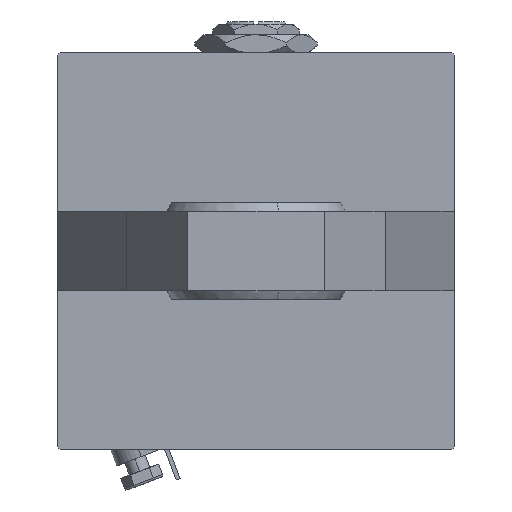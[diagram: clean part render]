
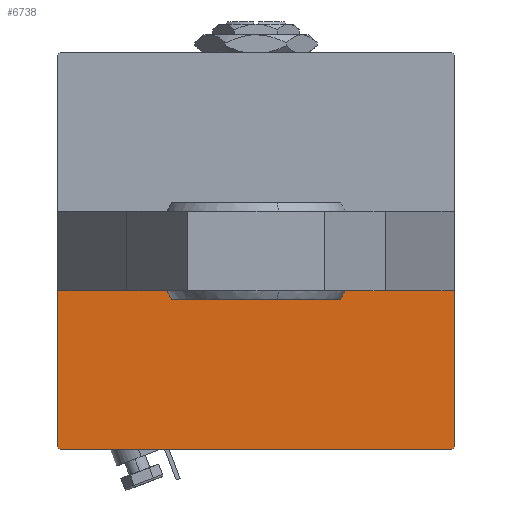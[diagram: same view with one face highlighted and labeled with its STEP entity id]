
A CAD part, left-side view. The second image highlights one B-rep face of the part: STEP entity #6738.
In plain terms, the highlighted planar face has unit normal (-1, 0, 0).
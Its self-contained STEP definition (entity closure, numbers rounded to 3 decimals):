
#436 = EDGE_CURVE ( 'NONE', #42409, #14536, #45068, .T. ) ;
#475 = VECTOR ( 'NONE', #42364, 1000. ) ;
#518 = CARTESIAN_POINT ( 'NONE',  ( 0., -45., -44.5 ) ) ;
#2031 = CARTESIAN_POINT ( 'NONE',  ( 0., -44.75, 44.75 ) ) ;
#4752 = CARTESIAN_POINT ( 'NONE',  ( 0., 0., 0. ) ) ;
#4931 = CARTESIAN_POINT ( 'NONE',  ( 0., 45., 45. ) ) ;
#5896 = CARTESIAN_POINT ( 'NONE',  ( 0., -9., 45. ) ) ;
#6442 = DIRECTION ( 'NONE',  ( 0., -0.707, 0.707 ) ) ;
#6738 = ADVANCED_FACE ( 'NONE', ( #25342 ), #8709, .T. ) ;
#8007 = CARTESIAN_POINT ( 'NONE',  ( 0., -44.5, -45. ) ) ;
#8709 = PLANE ( 'NONE',  #36224 ) ;
#9282 = CARTESIAN_POINT ( 'NONE',  ( 0., -45., 44.5 ) ) ;
#10059 = EDGE_CURVE ( 'NONE', #53831, #22144, #52285, .T. ) ;
#11365 = DIRECTION ( 'NONE',  ( 0., 0., -1. ) ) ;
#12610 = EDGE_CURVE ( 'NONE', #55098, #42409, #33901, .T. ) ;
#12798 = ORIENTED_EDGE ( 'NONE', *, *, #55595, .T. ) ;
#14536 = VERTEX_POINT ( 'NONE', #518 ) ;
#14794 = ORIENTED_EDGE ( 'NONE', *, *, #22644, .F. ) ;
#17728 = DIRECTION ( 'NONE',  ( -1., 0., 0. ) ) ;
#18039 = ORIENTED_EDGE ( 'NONE', *, *, #10059, .F. ) ;
#19633 = CARTESIAN_POINT ( 'NONE',  ( 0., -44.5, 45. ) ) ;
#22144 = VERTEX_POINT ( 'NONE', #19633 ) ;
#22644 = EDGE_CURVE ( 'NONE', #24005, #14536, #31569, .T. ) ;
#24005 = VERTEX_POINT ( 'NONE', #9282 ) ;
#25342 = FACE_OUTER_BOUND ( 'NONE', #39249, .T. ) ;
#26729 = VECTOR ( 'NONE', #32208, 1000. ) ;
#27597 = CARTESIAN_POINT ( 'NONE',  ( 0., -44.75, -44.75 ) ) ;
#27891 = DIRECTION ( 'NONE',  ( 0., 0., -1. ) ) ;
#29395 = CARTESIAN_POINT ( 'NONE',  ( 0., 45., -45. ) ) ;
#29783 = ORIENTED_EDGE ( 'NONE', *, *, #436, .T. ) ;
#30299 = DIRECTION ( 'NONE',  ( 0., -1., 0. ) ) ;
#30998 = VECTOR ( 'NONE', #30299, 1000. ) ;
#31465 = ORIENTED_EDGE ( 'NONE', *, *, #35351, .T. ) ;
#31569 = LINE ( 'NONE', #54110, #40856 ) ;
#32208 = DIRECTION ( 'NONE',  ( 0., 0.707, 0.707 ) ) ;
#33901 = LINE ( 'NONE', #29395, #475 ) ;
#35351 = EDGE_CURVE ( 'NONE', #53831, #55098, #35705, .T. ) ;
#35705 = LINE ( 'NONE', #45194, #52033 ) ;
#36224 = AXIS2_PLACEMENT_3D ( 'NONE', #4752, #17728, #47895 ) ;
#38582 = CARTESIAN_POINT ( 'NONE',  ( 0., -9., -45. ) ) ;
#39249 = EDGE_LOOP ( 'NONE', ( #18039, #31465, #48165, #29783, #14794, #12798 ) ) ;
#40856 = VECTOR ( 'NONE', #27891, 1000. ) ;
#42364 = DIRECTION ( 'NONE',  ( 0., -1., 0. ) ) ;
#42409 = VERTEX_POINT ( 'NONE', #8007 ) ;
#45068 = LINE ( 'NONE', #27597, #51441 ) ;
#45194 = CARTESIAN_POINT ( 'NONE',  ( 0., -9., 45. ) ) ;
#45452 = LINE ( 'NONE', #2031, #26729 ) ;
#47895 = DIRECTION ( 'NONE',  ( 0., 0., 1. ) ) ;
#48165 = ORIENTED_EDGE ( 'NONE', *, *, #12610, .T. ) ;
#51441 = VECTOR ( 'NONE', #6442, 1000. ) ;
#52033 = VECTOR ( 'NONE', #11365, 1000. ) ;
#52285 = LINE ( 'NONE', #4931, #30998 ) ;
#53831 = VERTEX_POINT ( 'NONE', #5896 ) ;
#54110 = CARTESIAN_POINT ( 'NONE',  ( 0., -45., 45. ) ) ;
#55098 = VERTEX_POINT ( 'NONE', #38582 ) ;
#55595 = EDGE_CURVE ( 'NONE', #24005, #22144, #45452, .T. ) ;
